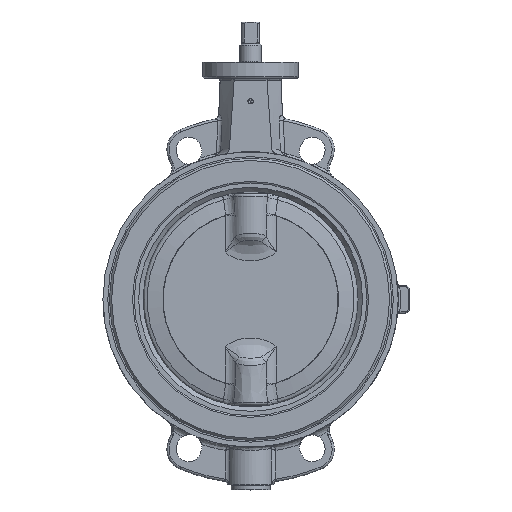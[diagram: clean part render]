
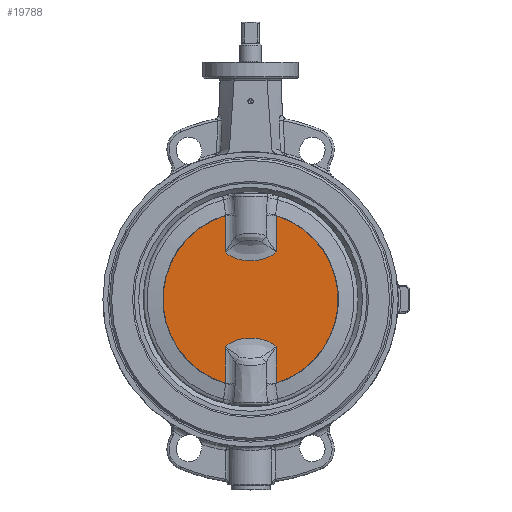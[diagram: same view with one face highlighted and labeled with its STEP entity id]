
A CAD part, top view. The second image highlights one B-rep face of the part: STEP entity #19788.
In plain terms, the highlighted free-form (B-spline) face has degree [1, 1] with [2, 2] control points.
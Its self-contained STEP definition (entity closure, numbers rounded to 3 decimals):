
#17445=CARTESIAN_POINT('',(23.452,45.225,7.5));
#17446=VERTEX_POINT('',#17445);
#17465=CARTESIAN_POINT('',(23.452,78.596,7.5));
#17466=VERTEX_POINT('',#17465);
#17467=CARTESIAN_POINT('',(23.452,45.225,7.5));
#17468=DIRECTION('',(0.0,1.0,0.0));
#17469=VECTOR('',#17468,33.371);
#17470=LINE('',#17467,#17469);
#17471=EDGE_CURVE('',#17446,#17466,#17470,.T.);
#17824=CARTESIAN_POINT('',(23.452,-75.596,7.5));
#17825=VERTEX_POINT('',#17824);
#17835=CARTESIAN_POINT('',(0.,1.5,7.5));
#17836=DIRECTION('',(0.0,0.0,-1.0));
#17837=DIRECTION('',(1.0,0.0,0.0));
#17838=AXIS2_PLACEMENT_3D('',#17835,#17836,#17837);
#17839=CIRCLE('',#17838,80.584);
#17840=EDGE_CURVE('',#17466,#17825,#17839,.T.);
#18350=CARTESIAN_POINT('',(-23.452,78.596,7.5));
#18351=VERTEX_POINT('',#18350);
#18383=CARTESIAN_POINT('',(-23.452,-75.596,7.5));
#18384=VERTEX_POINT('',#18383);
#18394=CARTESIAN_POINT('',(0.,1.5,7.5));
#18395=DIRECTION('',(0.0,0.0,-1.0));
#18396=DIRECTION('',(-1.0,0.0,0.0));
#18397=AXIS2_PLACEMENT_3D('',#18394,#18395,#18396);
#18398=CIRCLE('',#18397,80.584);
#18399=EDGE_CURVE('',#18384,#18351,#18398,.T.);
#18901=CARTESIAN_POINT('',(-23.452,-42.225,7.5));
#18902=VERTEX_POINT('',#18901);
#18921=CARTESIAN_POINT('',(-23.452,-42.225,7.5));
#18922=DIRECTION('',(0.0,-1.0,0.0));
#18923=VECTOR('',#18922,33.371);
#18924=LINE('',#18921,#18923);
#18925=EDGE_CURVE('',#18902,#18384,#18924,.T.);
#19641=CARTESIAN_POINT('',(23.452,-42.225,7.5));
#19642=VERTEX_POINT('',#19641);
#19660=CARTESIAN_POINT('',(23.452,-42.225,7.5));
#19661=CARTESIAN_POINT('',(22.592,-41.365,7.5));
#19662=CARTESIAN_POINT('',(21.436,-40.393,7.5));
#19663=CARTESIAN_POINT('',(19.436,-39.014,7.5));
#19664=CARTESIAN_POINT('',(17.33,-37.781,7.5));
#19665=CARTESIAN_POINT('',(14.81,-36.678,7.5));
#19666=CARTESIAN_POINT('',(12.524,-35.903,7.5));
#19667=CARTESIAN_POINT('',(10.193,-35.248,7.5));
#19668=CARTESIAN_POINT('',(7.224,-34.644,7.5));
#19669=CARTESIAN_POINT('',(3.622,-34.228,7.5));
#19670=CARTESIAN_POINT('',(-0.006,-34.092,7.5));
#19671=CARTESIAN_POINT('',(-3.225,-34.213,7.5));
#19672=CARTESIAN_POINT('',(-6.035,-34.502,7.5));
#19673=CARTESIAN_POINT('',(-8.421,-34.881,7.5));
#19674=CARTESIAN_POINT('',(-11.182,-35.49,7.5));
#19675=CARTESIAN_POINT('',(-13.692,-36.263,7.5));
#19676=CARTESIAN_POINT('',(-15.512,-36.999,7.5));
#19677=CARTESIAN_POINT('',(-16.619,-37.498,7.5));
#19678=CARTESIAN_POINT('',(-18.26,-38.299,7.5));
#19679=CARTESIAN_POINT('',(-20.218,-39.489,7.5));
#19680=CARTESIAN_POINT('',(-22.133,-40.98,7.5));
#19681=CARTESIAN_POINT('',(-23.023,-41.796,7.5));
#19682=CARTESIAN_POINT('',(-23.452,-42.225,7.5));
#19683=B_SPLINE_CURVE_WITH_KNOTS('',3,(#19660,#19661,#19662,#19663,#19664,#19665,#19666,#19667,#19668,#19669,#19670,#19671,#19672,#19673,#19674,#19675,#19676,#19677,#19678,#19679,#19680,#19681,#19682),.UNSPECIFIED.,.F.,.U.,(4,1,1,1,1,1,1,1,1,1,1,1,1,1,1,1,1,1,1,1,4),(-18.292,-17.93,-17.839,-17.567,-17.205,-17.024,-16.843,-16.481,-16.118,-15.756,-15.394,-15.152,-14.911,-14.669,-14.307,-14.126,-14.08,-13.945,-13.582,-13.401,-13.22),.UNSPECIFIED.);
#19684=EDGE_CURVE('',#19642,#18902,#19683,.T.);
#19735=CARTESIAN_POINT('',(80.584,-75.596,7.5));
#19736=CARTESIAN_POINT('',(-80.584,-75.596,7.5));
#19737=CARTESIAN_POINT('',(80.584,78.596,7.5));
#19738=CARTESIAN_POINT('',(-80.584,78.596,7.5));
#19739=B_SPLINE_SURFACE_WITH_KNOTS('',1,1,((#19735,#19737),(#19736,#19738)),.UNSPECIFIED.,.F.,.F.,.U.,(2,2),(2,2),(0.0,161.169),(0.0,154.192),.UNSPECIFIED.);
#19740=ORIENTED_EDGE('',*,*,#17471,.F.);
#19741=CARTESIAN_POINT('',(-23.452,45.225,7.5));
#19742=VERTEX_POINT('',#19741);
#19743=CARTESIAN_POINT('',(-23.452,45.225,7.5));
#19744=CARTESIAN_POINT('',(-22.592,44.365,7.5));
#19745=CARTESIAN_POINT('',(-21.436,43.393,7.5));
#19746=CARTESIAN_POINT('',(-19.436,42.014,7.5));
#19747=CARTESIAN_POINT('',(-17.33,40.781,7.5));
#19748=CARTESIAN_POINT('',(-14.811,39.679,7.5));
#19749=CARTESIAN_POINT('',(-12.524,38.903,7.5));
#19750=CARTESIAN_POINT('',(-10.582,38.357,7.5));
#19751=CARTESIAN_POINT('',(-8.61,37.922,7.5));
#19752=CARTESIAN_POINT('',(-6.224,37.526,7.5));
#19753=CARTESIAN_POINT('',(-3.821,37.264,7.5));
#19754=CARTESIAN_POINT('',(-0.398,37.092,7.5));
#19755=CARTESIAN_POINT('',(2.925,37.175,7.5));
#19756=CARTESIAN_POINT('',(6.035,37.504,7.5));
#19757=CARTESIAN_POINT('',(8.42,37.884,7.5));
#19758=CARTESIAN_POINT('',(11.085,38.46,7.5));
#19759=CARTESIAN_POINT('',(13.692,39.263,7.5));
#19760=CARTESIAN_POINT('',(15.512,39.999,7.5));
#19761=CARTESIAN_POINT('',(16.619,40.498,7.5));
#19762=CARTESIAN_POINT('',(18.26,41.299,7.5));
#19763=CARTESIAN_POINT('',(20.218,42.489,7.5));
#19764=CARTESIAN_POINT('',(22.133,43.98,7.5));
#19765=CARTESIAN_POINT('',(23.023,44.796,7.5));
#19766=CARTESIAN_POINT('',(23.452,45.225,7.5));
#19767=B_SPLINE_CURVE_WITH_KNOTS('',3,(#19743,#19744,#19745,#19746,#19747,#19748,#19749,#19750,#19751,#19752,#19753,#19754,#19755,#19756,#19757,#19758,#19759,#19760,#19761,#19762,#19763,#19764,#19765,#19766),.UNSPECIFIED.,.F.,.U.,(4,1,1,1,1,1,1,1,1,1,1,1,1,1,1,1,1,1,1,1,1,4),(-18.292,-17.93,-17.839,-17.567,-17.205,-17.024,-16.843,-16.601,-16.42,-16.118,-15.877,-15.394,-15.122,-14.941,-14.669,-14.307,-14.126,-14.08,-13.945,-13.582,-13.401,-13.22),.UNSPECIFIED.);
#19768=EDGE_CURVE('',#19742,#17446,#19767,.T.);
#19769=ORIENTED_EDGE('',*,*,#19768,.F.);
#19770=CARTESIAN_POINT('',(-23.452,78.596,7.5));
#19771=DIRECTION('',(0.,-1.0,0.));
#19772=VECTOR('',#19771,33.371);
#19773=LINE('',#19770,#19772);
#19774=EDGE_CURVE('',#18351,#19742,#19773,.T.);
#19775=ORIENTED_EDGE('',*,*,#19774,.F.);
#19776=ORIENTED_EDGE('',*,*,#18399,.F.);
#19777=ORIENTED_EDGE('',*,*,#18925,.F.);
#19778=ORIENTED_EDGE('',*,*,#19684,.F.);
#19779=CARTESIAN_POINT('',(23.452,-75.596,7.5));
#19780=DIRECTION('',(0.,1.0,0.0));
#19781=VECTOR('',#19780,33.371);
#19782=LINE('',#19779,#19781);
#19783=EDGE_CURVE('',#17825,#19642,#19782,.T.);
#19784=ORIENTED_EDGE('',*,*,#19783,.F.);
#19785=ORIENTED_EDGE('',*,*,#17840,.F.);
#19786=EDGE_LOOP('',(#19740,#19769,#19775,#19776,#19777,#19778,#19784,#19785));
#19787=FACE_OUTER_BOUND('',#19786,.T.);
#19788=ADVANCED_FACE('',(#19787),#19739,.F.);
